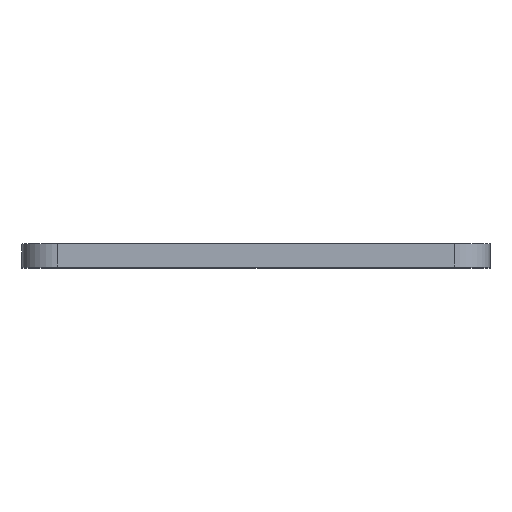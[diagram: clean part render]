
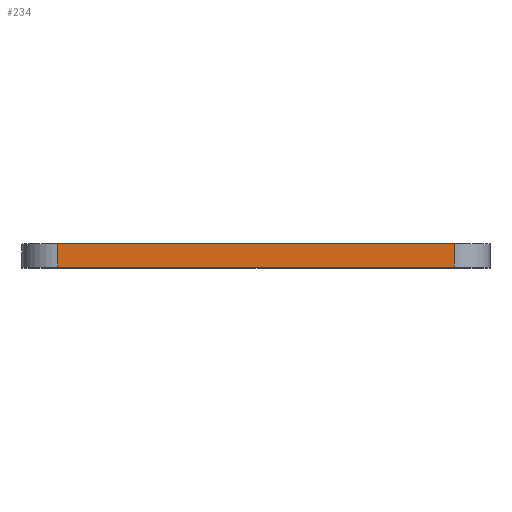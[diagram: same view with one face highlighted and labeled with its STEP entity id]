
A CAD part, top view. The second image highlights one B-rep face of the part: STEP entity #234.
In plain terms, the highlighted planar face has unit normal (0, 0, 1).
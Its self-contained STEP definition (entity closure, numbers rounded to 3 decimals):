
#2 = ORIENTED_EDGE ( 'NONE', *, *, #783, .T. ) ;
#24 = DIRECTION ( 'NONE',  ( 1., 0., 0. ) ) ;
#37 = CARTESIAN_POINT ( 'NONE',  ( 25.4, 0., 66.8 ) ) ;
#67 = ORIENTED_EDGE ( 'NONE', *, *, #1354, .F. ) ;
#169 = LINE ( 'NONE', #1400, #2077 ) ;
#234 = ADVANCED_FACE ( 'NONE', ( #848 ), #1343, .F. ) ;
#318 = DIRECTION ( 'NONE',  ( -1., 0., 0. ) ) ;
#327 = DIRECTION ( 'NONE',  ( 0., 0., -1. ) ) ;
#352 = CARTESIAN_POINT ( 'NONE',  ( 25.4, 3., 66.8 ) ) ;
#387 = EDGE_LOOP ( 'NONE', ( #1858, #2417, #67, #2 ) ) ;
#423 = VERTEX_POINT ( 'NONE', #352 ) ;
#459 = VERTEX_POINT ( 'NONE', #37 ) ;
#474 = EDGE_CURVE ( 'NONE', #2058, #459, #169, .T. ) ;
#510 = LINE ( 'NONE', #1323, #2462 ) ;
#542 = LINE ( 'NONE', #1905, #1518 ) ;
#777 = DIRECTION ( 'NONE',  ( 1., 0., 0. ) ) ;
#783 = EDGE_CURVE ( 'NONE', #1988, #2058, #542, .T. ) ;
#813 = DIRECTION ( 'NONE',  ( 0., -1., 0. ) ) ;
#848 = FACE_OUTER_BOUND ( 'NONE', #387, .T. ) ;
#902 = CARTESIAN_POINT ( 'NONE',  ( 25.4, 3., 66.8 ) ) ;
#1186 = CARTESIAN_POINT ( 'NONE',  ( 25.4, 3., 66.8 ) ) ;
#1294 = EDGE_CURVE ( 'NONE', #423, #459, #510, .T. ) ;
#1313 = DIRECTION ( 'NONE',  ( 0., -1., 0. ) ) ;
#1323 = CARTESIAN_POINT ( 'NONE',  ( 25.4, 3., 66.8 ) ) ;
#1343 = PLANE ( 'NONE',  #2257 ) ;
#1354 = EDGE_CURVE ( 'NONE', #1988, #423, #1879, .T. ) ;
#1400 = CARTESIAN_POINT ( 'NONE',  ( 25.4, 0., 66.8 ) ) ;
#1518 = VECTOR ( 'NONE', #813, 1000. ) ;
#1663 = CARTESIAN_POINT ( 'NONE',  ( -25.4, 0., 66.8 ) ) ;
#1824 = VECTOR ( 'NONE', #777, 1000. ) ;
#1858 = ORIENTED_EDGE ( 'NONE', *, *, #474, .T. ) ;
#1879 = LINE ( 'NONE', #902, #1824 ) ;
#1905 = CARTESIAN_POINT ( 'NONE',  ( -25.4, 3., 66.8 ) ) ;
#1936 = CARTESIAN_POINT ( 'NONE',  ( -25.4, 3., 66.8 ) ) ;
#1988 = VERTEX_POINT ( 'NONE', #1936 ) ;
#2058 = VERTEX_POINT ( 'NONE', #1663 ) ;
#2077 = VECTOR ( 'NONE', #24, 1000. ) ;
#2257 = AXIS2_PLACEMENT_3D ( 'NONE', #1186, #327, #318 ) ;
#2417 = ORIENTED_EDGE ( 'NONE', *, *, #1294, .F. ) ;
#2462 = VECTOR ( 'NONE', #1313, 1000. ) ;
